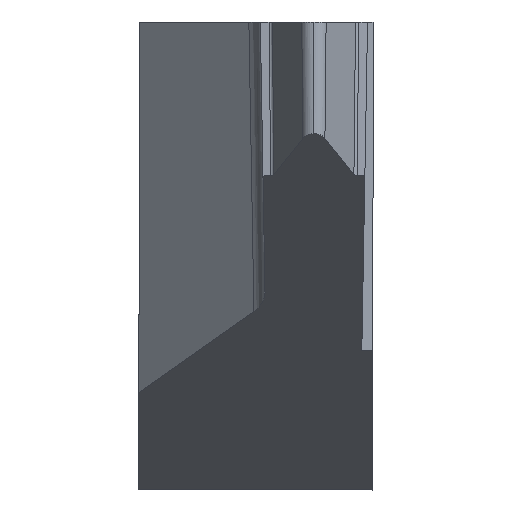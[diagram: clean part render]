
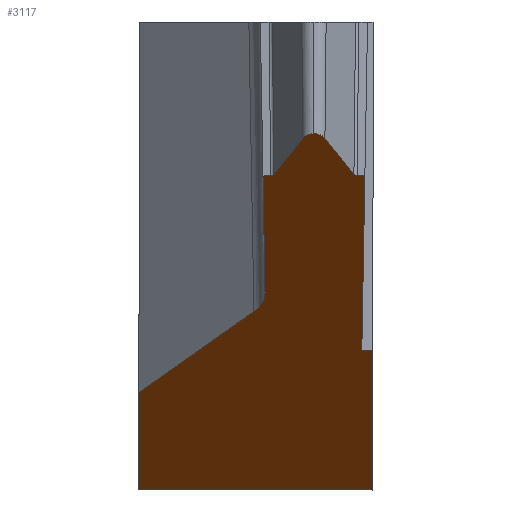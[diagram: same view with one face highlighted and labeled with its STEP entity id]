
A CAD part, front view. The second image highlights one B-rep face of the part: STEP entity #3117.
In plain terms, the highlighted planar face has unit normal (0, -0.574, -0.819).
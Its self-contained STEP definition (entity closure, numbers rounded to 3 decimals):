
#94=CARTESIAN_POINT('',(3.,4.,-4.212));
#95=VERTEX_POINT('',#94);
#108=CARTESIAN_POINT('',(3.,4.,-4.212));
#109=DIRECTION('',(0.,0.819,-0.574));
#110=VECTOR('',#109,3.118);
#111=LINE('',#108,#110);
#112=CARTESIAN_POINT('',(3.,6.554,-6.));
#113=VERTEX_POINT('',#112);
#114=EDGE_CURVE('',#95,#113,#111,.T.);
#394=CARTESIAN_POINT('',(2.856,4.,-4.212));
#395=VERTEX_POINT('',#394);
#406=CARTESIAN_POINT('',(2.856,4.,-4.212));
#407=DIRECTION('',(0.01,-0.819,0.574));
#408=VECTOR('',#407,3.901);
#409=LINE('',#406,#408);
#410=CARTESIAN_POINT('',(2.896,0.805,-1.974));
#411=VERTEX_POINT('',#410);
#412=EDGE_CURVE('',#395,#411,#409,.T.);
#672=CARTESIAN_POINT('',(1.73,0.776,-1.954));
#673=DIRECTION('',(0.419,-0.744,0.521));
#674=VECTOR('',#673,0.887);
#675=LINE('',#672,#674);
#676=CARTESIAN_POINT('',(1.73,0.776,-1.954));
#677=VERTEX_POINT('',#676);
#678=CARTESIAN_POINT('',(2.101,0.116,-1.492));
#679=VERTEX_POINT('',#678);
#680=EDGE_CURVE('',#677,#679,#675,.T.);
#752=CARTESIAN_POINT('',(1.73,0.776,-1.954));
#753=CARTESIAN_POINT('',(1.721,0.792,-1.965));
#754=CARTESIAN_POINT('',(1.706,0.801,-1.972));
#755=CARTESIAN_POINT('',(1.688,0.801,-1.972));
#756=(BOUNDED_CURVE()B_SPLINE_CURVE(3,(#752,#753,#754,#755),.UNSPECIFIED.,.F.,.F.)B_SPLINE_CURVE_WITH_KNOTS((4,4),(0.,1.),.UNSPECIFIED.)CURVE()GEOMETRIC_REPRESENTATION_ITEM()RATIONAL_B_SPLINE_CURVE((1.,0.916,0.916,1.))REPRESENTATION_ITEM(''));
#757=CARTESIAN_POINT('',(1.688,0.801,-1.972));
#758=VERTEX_POINT('',#757);
#759=EDGE_CURVE('',#677,#758,#756,.T.);
#808=CARTESIAN_POINT('',(1.589,0.805,-1.974));
#809=DIRECTION('',(0.999,-0.035,0.025));
#810=VECTOR('',#809,0.099);
#811=LINE('',#808,#810);
#812=CARTESIAN_POINT('',(1.589,0.805,-1.974));
#813=VERTEX_POINT('',#812);
#814=EDGE_CURVE('',#813,#758,#811,.T.);
#876=CARTESIAN_POINT('',(2.797,0.801,-1.972));
#877=VERTEX_POINT('',#876);
#888=CARTESIAN_POINT('',(2.797,0.801,-1.972));
#889=CARTESIAN_POINT('',(2.779,0.801,-1.972));
#890=CARTESIAN_POINT('',(2.764,0.792,-1.965));
#891=CARTESIAN_POINT('',(2.755,0.776,-1.954));
#892=(BOUNDED_CURVE()B_SPLINE_CURVE(3,(#888,#889,#890,#891),.UNSPECIFIED.,.F.,.F.)B_SPLINE_CURVE_WITH_KNOTS((4,4),(0.,1.),.UNSPECIFIED.)CURVE()GEOMETRIC_REPRESENTATION_ITEM()RATIONAL_B_SPLINE_CURVE((1.,0.916,0.916,1.))REPRESENTATION_ITEM(''));
#893=CARTESIAN_POINT('',(2.755,0.776,-1.954));
#894=VERTEX_POINT('',#893);
#895=EDGE_CURVE('',#877,#894,#892,.T.);
#957=CARTESIAN_POINT('',(2.384,0.116,-1.492));
#958=VERTEX_POINT('',#957);
#969=CARTESIAN_POINT('',(2.384,0.116,-1.492));
#970=DIRECTION('',(0.419,0.744,-0.521));
#971=VECTOR('',#970,0.887);
#972=LINE('',#969,#971);
#973=EDGE_CURVE('',#958,#894,#972,.T.);
#1039=CARTESIAN_POINT('',(2.242,0.026,-1.429));
#1040=VERTEX_POINT('',#1039);
#1051=CARTESIAN_POINT('',(2.384,0.116,-1.492));
#1052=CARTESIAN_POINT('',(2.354,0.063,-1.455));
#1053=CARTESIAN_POINT('',(2.303,0.03,-1.432));
#1054=CARTESIAN_POINT('',(2.242,0.026,-1.429));
#1055=(BOUNDED_CURVE()B_SPLINE_CURVE(3,(#1051,#1052,#1053,#1054),.UNSPECIFIED.,.F.,.F.)B_SPLINE_CURVE_WITH_KNOTS((4,4),(0.,1.),.UNSPECIFIED.)CURVE()GEOMETRIC_REPRESENTATION_ITEM()RATIONAL_B_SPLINE_CURVE((1.,0.924,0.924,1.))REPRESENTATION_ITEM('')
);
#1056=EDGE_CURVE('',#958,#1040,#1055,.T.);
#1100=CARTESIAN_POINT('',(2.242,0.026,-1.429));
#1101=CARTESIAN_POINT('',(2.182,0.03,-1.432));
#1102=CARTESIAN_POINT('',(2.131,0.063,-1.455));
#1103=CARTESIAN_POINT('',(2.101,0.116,-1.492));
#1104=(BOUNDED_CURVE()B_SPLINE_CURVE(3,(#1100,#1101,#1102,#1103),.UNSPECIFIED.,.F.,.F.)B_SPLINE_CURVE_WITH_KNOTS((4,4),(0.,1.),.UNSPECIFIED.)CURVE()GEOMETRIC_REPRESENTATION_ITEM()RATIONAL_B_SPLINE_CURVE((1.,0.924,0.924,1.))REPRESENTATION_ITEM('')
);
#1105=EDGE_CURVE('',#1040,#679,#1104,.T.);
#1176=CARTESIAN_POINT('',(2.797,0.801,-1.972));
#1177=DIRECTION('',(0.999,0.035,-0.025));
#1178=VECTOR('',#1177,0.099);
#1179=LINE('',#1176,#1178);
#1180=EDGE_CURVE('',#877,#411,#1179,.T.);
#1215=CARTESIAN_POINT('',(0.,4.762,-4.745));
#1216=DIRECTION('',(0.634,-0.634,0.444));
#1217=VECTOR('',#1216,2.325);
#1218=LINE('',#1215,#1217);
#1219=CARTESIAN_POINT('',(0.,4.762,-4.745));
#1220=VERTEX_POINT('',#1219);
#1221=CARTESIAN_POINT('',(1.473,3.289,-3.714));
#1222=VERTEX_POINT('',#1221);
#1223=EDGE_CURVE('',#1220,#1222,#1218,.T.);
#1290=CARTESIAN_POINT('',(1.616,2.939,-3.469));
#1291=VERTEX_POINT('',#1290);
#1302=CARTESIAN_POINT('',(1.616,2.939,-3.469));
#1303=CARTESIAN_POINT('',(1.617,3.072,-3.562));
#1304=CARTESIAN_POINT('',(1.567,3.195,-3.648));
#1305=CARTESIAN_POINT('',(1.473,3.289,-3.714));
#1306=(BOUNDED_CURVE()B_SPLINE_CURVE(3,(#1302,#1303,#1304,#1305),.UNSPECIFIED.,.F.,.F.)B_SPLINE_CURVE_WITH_KNOTS((4,4),(0.,1.),.UNSPECIFIED.)CURVE()GEOMETRIC_REPRESENTATION_ITEM()RATIONAL_B_SPLINE_CURVE((1.,0.949,0.949,1.))REPRESENTATION_ITEM('')
);
#1307=EDGE_CURVE('',#1291,#1222,#1306,.T.);
#1369=CARTESIAN_POINT('',(1.616,2.939,-3.469));
#1370=DIRECTION('',(-0.01,-0.819,0.574));
#1371=VECTOR('',#1370,2.606);
#1372=LINE('',#1369,#1371);
#1373=EDGE_CURVE('',#1291,#813,#1372,.T.);
#2874=CARTESIAN_POINT('',(0.,6.554,-6.));
#2875=VERTEX_POINT('',#2874);
#2886=CARTESIAN_POINT('',(3.,6.554,-6.));
#2887=DIRECTION('',(-1.,0.,0.));
#2888=VECTOR('',#2887,3.);
#2889=LINE('',#2886,#2888);
#2890=EDGE_CURVE('',#113,#2875,#2889,.T.);
#2956=CARTESIAN_POINT('',(1.9,2.782,-3.359));
#2957=DIRECTION('',(0.,0.574,0.819));
#2958=DIRECTION('',(0.,-0.47,0.329));
#2959=AXIS2_PLACEMENT_3D('',#2956,#2957,#2958);
#2960=PLANE('',#2959);
#2961=ORIENTED_EDGE('Edge 1309',*,*,#1307,.T.);
#2970=ORIENTED_EDGE('Edge 111',*,*,#1373,.F.);
#2979=ORIENTED_EDGE('Edge 116',*,*,#814,.F.);
#2988=ORIENTED_EDGE('Edge 121',*,*,#759,.T.);
#2997=ORIENTED_EDGE('Edge 126',*,*,#680,.F.);
#3006=ORIENTED_EDGE('Edge 131',*,*,#1105,.T.);
#3015=ORIENTED_EDGE('Edge 136',*,*,#1056,.T.);
#3024=ORIENTED_EDGE('Edge 141',*,*,#973,.F.);
#3033=ORIENTED_EDGE('Edge 146',*,*,#895,.T.);
#3042=ORIENTED_EDGE('Edge 151',*,*,#1180,.F.);
#3051=ORIENTED_EDGE('Edge 156',*,*,#412,.T.);
#3060=CARTESIAN_POINT('',(3.,4.,-4.212));
#3061=DIRECTION('',(-1.,0.,0.));
#3062=VECTOR('',#3061,0.144);
#3063=LINE('',#3060,#3062);
#3064=EDGE_CURVE('',#95,#395,#3063,.T.);
#3065=ORIENTED_EDGE('Edge 161',*,*,#3064,.T.);
#3074=ORIENTED_EDGE('Edge 166',*,*,#114,.F.);
#3083=ORIENTED_EDGE('Edge 171',*,*,#2890,.F.);
#3092=CARTESIAN_POINT('',(0.,4.762,-4.745));
#3093=DIRECTION('',(0.,0.819,-0.574));
#3094=VECTOR('',#3093,2.188);
#3095=LINE('',#3092,#3094);
#3096=EDGE_CURVE('',#1220,#2875,#3095,.T.);
#3097=ORIENTED_EDGE('Edge 197',*,*,#3096,.T.);
#3106=ORIENTED_EDGE('Edge 1238',*,*,#1223,.F.);
#3115=EDGE_LOOP('',(#3106,#3097,#3083,#3074,#3065,#3051,#3042,#3033,#3024,#3015,#3006,#2997,#2988,#2979,#2970,#2961));
#3116=FACE_OUTER_BOUND('Loop 182',#3115,.T.);
#3117=ADVANCED_FACE('Face 183',(#3116),#2960,.F.);
